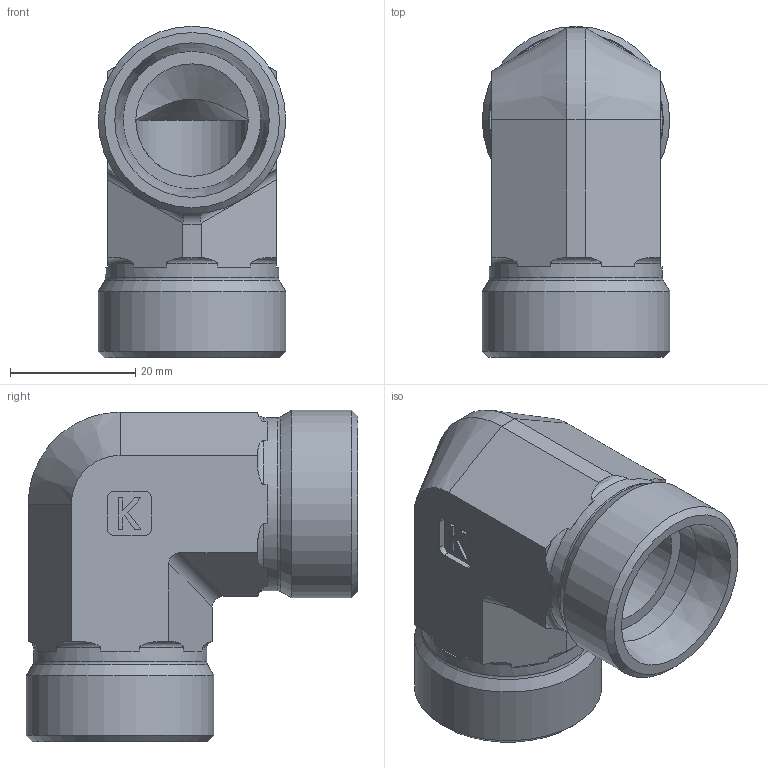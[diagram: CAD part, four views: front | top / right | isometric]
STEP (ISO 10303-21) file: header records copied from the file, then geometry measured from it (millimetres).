
FILE_DESCRIPTION((''),'2;1');
FILE_NAME('351203030.stp','2014-08-13T11:31:32',(''),('KNOMI spol. s r. o.'),'Autodesk Inventor 2012','Autodesk Inventor 2012','');
FILE_SCHEMA(('AUTOMOTIVE_DESIGN { 1 2 10303 214 0 1 1 1 }'));
Length unit declared in the file: millimetre
Products named in the file (1): LS2 Js20 M30x1.5/M30x1
Bounding box: 30 x 53 x 53 mm (x, y, z)
Volume: 26585.6 mm3; surface area: 12080.4 mm2
Topology: 1 solids, 1 shells, 96 faces, 257 edges, 167 vertices
Faces by surface type: plane 56, cylinder 16, torus 14, cone 10
Full cylindrical faces by diameter (mm): 18 x2, 22 x2, 27.7 x2, 30 x2
Entity records: 3088 total; most frequent: CARTESIAN_POINT 760, DIRECTION 472, ORIENTED_EDGE 468, EDGE_CURVE 234, AXIS2_PLACEMENT_3D 170, VERTEX_POINT 160, VECTOR 132, LINE 132
